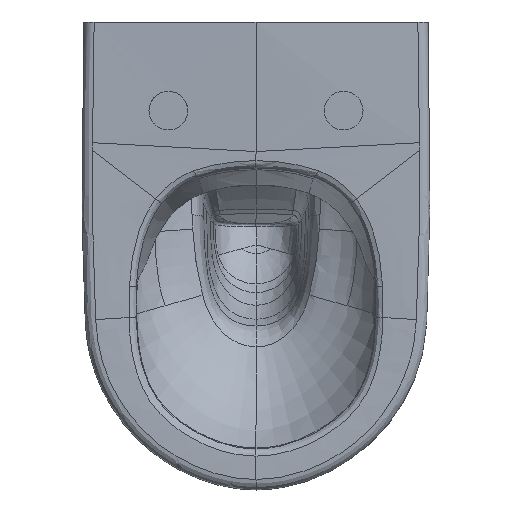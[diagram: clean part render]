
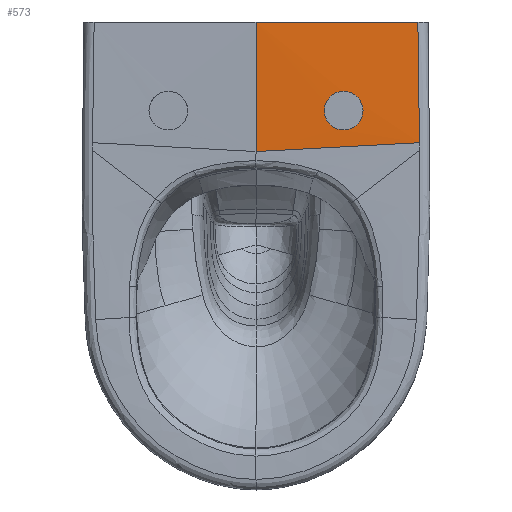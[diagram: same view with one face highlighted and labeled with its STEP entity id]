
A CAD part, top view. The second image highlights one B-rep face of the part: STEP entity #573.
In plain terms, the highlighted free-form (B-spline) face has degree [3, 3] with [5, 4] control points.
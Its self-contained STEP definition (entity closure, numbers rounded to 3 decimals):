
#44=FACE_BOUND('',#1317,.T.);
#45=FACE_BOUND('',#1318,.T.);
#573=ADVANCED_FACE('',(#44,#45),#751,.F.);
#751=B_SPLINE_SURFACE_WITH_KNOTS('',3,3,((#40689,#40690,#40691,#40692),
(#40693,#40694,#40695,#40696),(#40697,#40698,#40699,#40700),(#40701,#40702,
#40703,#40704),(#40705,#40706,#40707,#40708)),.UNSPECIFIED.,.F.,.F.,.F.,
(4,1,4),(4,4),(0.,0.018,1.),(0.,1.),.UNSPECIFIED.);
#1317=EDGE_LOOP('',(#2645,#2646,#2647,#2648));
#1318=EDGE_LOOP('',(#2649));
#2645=ORIENTED_EDGE('',*,*,#4029,.F.);
#2646=ORIENTED_EDGE('',*,*,#4030,.T.);
#2647=ORIENTED_EDGE('',*,*,#4031,.F.);
#2648=ORIENTED_EDGE('',*,*,#4032,.F.);
#2649=ORIENTED_EDGE('',*,*,#4028,.T.);
#3309=VERTEX_POINT('',#40655);
#3310=VERTEX_POINT('',#40664);
#3311=VERTEX_POINT('',#40665);
#3312=VERTEX_POINT('',#40670);
#3313=VERTEX_POINT('',#40676);
#4028=EDGE_CURVE('',#3309,#3309,#4690,.T.);
#4029=EDGE_CURVE('',#3310,#3311,#4691,.T.);
#4030=EDGE_CURVE('',#3310,#3312,#4692,.T.);
#4031=EDGE_CURVE('',#3313,#3312,#4693,.T.);
#4032=EDGE_CURVE('',#3311,#3313,#4694,.T.);
#4690=B_SPLINE_CURVE_WITH_KNOTS('',3,(#40627,#40628,#40629,#40630,#40631,
#40632,#40633,#40634,#40635,#40636,#40637,#40638,#40639,#40640,#40641,#40642,
#40643,#40644,#40645,#40646,#40647,#40648,#40649,#40650,#40651,#40652,#40653,
#40654),.UNSPECIFIED.,.T.,.F.,(2,2,2,2,2,2,2,2,2,2,2,2,2,2,2,2),(-0.125,
0.,0.062,0.125,0.25,0.313,0.375,0.437,0.5,
0.625,0.688,0.75,0.813,0.875,1.,1.063),.UNSPECIFIED.);
#4691=B_SPLINE_CURVE_WITH_KNOTS('',3,(#40657,#40658,#40659,#40660,#40661,
#40662,#40663),.UNSPECIFIED.,.F.,.F.,(4,1,1,1,4),(0.,0.565,
0.849,0.991,1.),.UNSPECIFIED.);
#4692=B_SPLINE_CURVE_WITH_KNOTS('',3,(#40666,#40667,#40668,#40669),
 .UNSPECIFIED.,.F.,.F.,(4,4),(0.,1.),.UNSPECIFIED.);
#4693=B_SPLINE_CURVE_WITH_KNOTS('',3,(#40671,#40672,#40673,#40674,#40675),
 .UNSPECIFIED.,.F.,.F.,(4,1,4),(0.,0.982,1.),.UNSPECIFIED.);
#4694=B_SPLINE_CURVE_WITH_KNOTS('',3,(#40677,#40678,#40679,#40680,#40681,
#40682,#40683,#40684,#40685,#40686,#40687,#40688),.UNSPECIFIED.,.F.,.F.,
(4,1,1,1,1,1,1,1,1,4),(0.,0.002,0.068,0.201,
0.334,0.468,0.601,0.734,
0.867,1.),.UNSPECIFIED.);
#40627=CARTESIAN_POINT('',(109.9,-85.741,1.35));
#40628=CARTESIAN_POINT('',(109.9,-93.629,1.184));
#40629=CARTESIAN_POINT('',(109.382,-96.21,1.138));
#40630=CARTESIAN_POINT('',(107.384,-101.03,1.059));
#40631=CARTESIAN_POINT('',(105.906,-103.238,1.029));
#40632=CARTESIAN_POINT('',(100.396,-108.745,0.964));
#40633=CARTESIAN_POINT('',(95.199,-110.898,0.957));
#40634=CARTESIAN_POINT('',(87.41,-110.901,1.021));
#40635=CARTESIAN_POINT('',(84.802,-110.385,1.054));
#40636=CARTESIAN_POINT('',(79.983,-108.392,1.145));
#40637=CARTESIAN_POINT('',(77.79,-106.932,1.201));
#40638=CARTESIAN_POINT('',(74.075,-103.218,1.333));
#40639=CARTESIAN_POINT('',(72.614,-101.028,1.406));
#40640=CARTESIAN_POINT('',(70.617,-96.206,1.558));
#40641=CARTESIAN_POINT('',(70.101,-93.602,1.636));
#40642=CARTESIAN_POINT('',(70.099,-85.812,1.857));
#40643=CARTESIAN_POINT('',(72.249,-80.615,1.983));
#40644=CARTESIAN_POINT('',(77.749,-75.105,2.067));
#40645=CARTESIAN_POINT('',(79.959,-73.623,2.078));
#40646=CARTESIAN_POINT('',(84.772,-71.623,2.063));
#40647=CARTESIAN_POINT('',(87.358,-71.102,2.038));
#40648=CARTESIAN_POINT('',(92.608,-71.098,1.956));
#40649=CARTESIAN_POINT('',(95.191,-71.612,1.902));
#40650=CARTESIAN_POINT('',(100.019,-73.609,1.775));
#40651=CARTESIAN_POINT('',(102.223,-75.083,1.704));
#40652=CARTESIAN_POINT('',(107.738,-80.59,1.491));
#40653=CARTESIAN_POINT('',(109.9,-85.741,1.35));
#40654=CARTESIAN_POINT('',(109.9,-93.629,1.184));
#40655=CARTESIAN_POINT('',(109.9,-91.,1.24));
#40657=CARTESIAN_POINT('',(166.219,0.,0.593));
#40658=CARTESIAN_POINT('',(166.959,-23.346,0.5));
#40659=CARTESIAN_POINT('',(167.67,-58.408,0.359));
#40660=CARTESIAN_POINT('',(167.871,-99.329,0.198));
#40661=CARTESIAN_POINT('',(167.858,-117.28,0.123));
#40662=CARTESIAN_POINT('',(167.84,-123.523,0.099));
#40663=CARTESIAN_POINT('',(167.838,-123.911,0.098));
#40664=CARTESIAN_POINT('',(166.219,0.,0.593));
#40665=CARTESIAN_POINT('',(167.839,-123.911,0.097));
#40666=CARTESIAN_POINT('',(166.219,0.,0.593));
#40667=CARTESIAN_POINT('',(110.865,0.,3.577));
#40668=CARTESIAN_POINT('',(55.435,0.,5.067));
#40669=CARTESIAN_POINT('',(0.,0.,5.067));
#40670=CARTESIAN_POINT('',(0.,0.,5.067));
#40671=CARTESIAN_POINT('',(0.,-132.983,0.651));
#40672=CARTESIAN_POINT('',(0.,-89.332,2.101));
#40673=CARTESIAN_POINT('',(0.,-44.89,3.577));
#40674=CARTESIAN_POINT('',(0.,-0.447,5.053));
#40675=CARTESIAN_POINT('',(0.,0.345,5.079));
#40676=CARTESIAN_POINT('',(0.,-132.983,0.651));
#40677=CARTESIAN_POINT('',(167.839,-123.911,0.097));
#40678=CARTESIAN_POINT('',(167.75,-123.916,0.098));
#40679=CARTESIAN_POINT('',(163.937,-124.12,0.13));
#40680=CARTESIAN_POINT('',(152.676,-124.722,0.221));
#40681=CARTESIAN_POINT('',(134.057,-125.719,0.352));
#40682=CARTESIAN_POINT('',(111.714,-126.92,0.479));
#40683=CARTESIAN_POINT('',(89.371,-128.125,0.575));
#40684=CARTESIAN_POINT('',(67.028,-129.334,0.641));
#40685=CARTESIAN_POINT('',(44.685,-130.546,0.677));
#40686=CARTESIAN_POINT('',(22.342,-131.762,0.682));
#40687=CARTESIAN_POINT('',(7.447,-132.576,0.665));
#40688=CARTESIAN_POINT('',(0.,-132.983,0.651));
#40689=CARTESIAN_POINT('',(183.721,0.162,-0.401));
#40690=CARTESIAN_POINT('',(122.531,0.222,3.25));
#40691=CARTESIAN_POINT('',(61.291,0.283,5.077));
#40692=CARTESIAN_POINT('',(0.,0.345,5.079));
#40693=CARTESIAN_POINT('',(183.747,-0.569,-0.399));
#40694=CARTESIAN_POINT('',(122.549,-0.529,3.234));
#40695=CARTESIAN_POINT('',(61.3,-0.488,5.051));
#40696=CARTESIAN_POINT('',(0.,-0.447,5.053));
#40697=CARTESIAN_POINT('',(185.205,-41.591,-0.286));
#40698=CARTESIAN_POINT('',(123.53,-42.675,2.326));
#40699=CARTESIAN_POINT('',(61.795,-43.774,3.614));
#40700=CARTESIAN_POINT('',(0.,-44.89,3.577));
#40701=CARTESIAN_POINT('',(185.711,-82.637,-0.174));
#40702=CARTESIAN_POINT('',(123.877,-84.837,1.418));
#40703=CARTESIAN_POINT('',(61.974,-87.068,2.176));
#40704=CARTESIAN_POINT('',(0.,-89.332,2.101));
#40705=CARTESIAN_POINT('',(185.825,-122.952,-0.064));
#40706=CARTESIAN_POINT('',(123.963,-126.247,0.525));
#40707=CARTESIAN_POINT('',(62.022,-129.591,0.764));
#40708=CARTESIAN_POINT('',(0.,-132.983,0.651));
